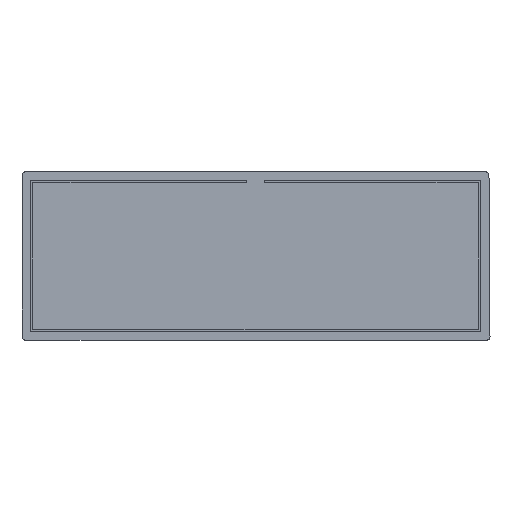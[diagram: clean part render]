
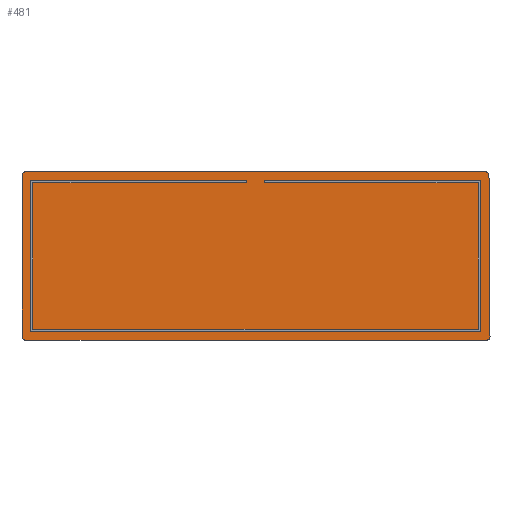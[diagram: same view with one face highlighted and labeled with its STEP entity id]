
A CAD part, top view. The second image highlights one B-rep face of the part: STEP entity #481.
In plain terms, the highlighted planar face has unit normal (0, 0, 1).
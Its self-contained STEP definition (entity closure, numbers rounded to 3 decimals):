
#15=FACE_BOUND('',#77,.T.);
#16=CIRCLE('',#512,2.484);
#18=CIRCLE('',#516,2.5);
#20=CIRCLE('',#520,2.5);
#22=CIRCLE('',#525,2.5);
#51=FACE_OUTER_BOUND('',#76,.T.);
#76=EDGE_LOOP('',(#405,#406,#407,#408,#409,#410,#411,#412,#413,#414));
#77=EDGE_LOOP('',(#415,#416,#417,#418,#419,#420,#421,#422,#423,#424,#425,
#426));
#81=LINE('',#664,#139);
#85=LINE('',#673,#143);
#87=LINE('',#677,#145);
#92=LINE('',#686,#150);
#102=LINE('',#705,#160);
#103=LINE('',#708,#161);
#105=LINE('',#712,#163);
#107=LINE('',#716,#165);
#109=LINE('',#719,#167);
#110=LINE('',#723,#168);
#113=LINE('',#727,#171);
#114=LINE('',#729,#172);
#115=LINE('',#733,#173);
#120=LINE('',#747,#178);
#124=LINE('',#759,#182);
#128=LINE('',#771,#186);
#131=LINE('',#777,#189);
#135=LINE('',#788,#193);
#139=VECTOR('',#536,10.);
#143=VECTOR('',#542,10.);
#145=VECTOR('',#546,10.);
#150=VECTOR('',#553,10.);
#160=VECTOR('',#567,10.);
#161=VECTOR('',#570,10.);
#163=VECTOR('',#574,10.);
#165=VECTOR('',#578,10.);
#167=VECTOR('',#582,10.);
#168=VECTOR('',#585,10.);
#171=VECTOR('',#590,10.);
#172=VECTOR('',#593,10.);
#173=VECTOR('',#596,10.);
#178=VECTOR('',#609,10.);
#182=VECTOR('',#621,10.);
#186=VECTOR('',#633,10.);
#189=VECTOR('',#638,10.);
#193=VECTOR('',#650,10.);
#197=VERTEX_POINT('',#661);
#198=VERTEX_POINT('',#663);
#201=VERTEX_POINT('',#670);
#202=VERTEX_POINT('',#672);
#203=VERTEX_POINT('',#676);
#206=VERTEX_POINT('',#684);
#213=VERTEX_POINT('',#703);
#214=VERTEX_POINT('',#707);
#215=VERTEX_POINT('',#711);
#216=VERTEX_POINT('',#715);
#217=VERTEX_POINT('',#721);
#218=VERTEX_POINT('',#722);
#219=VERTEX_POINT('',#731);
#220=VERTEX_POINT('',#732);
#223=VERTEX_POINT('',#740);
#225=VERTEX_POINT('',#746);
#227=VERTEX_POINT('',#752);
#229=VERTEX_POINT('',#758);
#231=VERTEX_POINT('',#764);
#233=VERTEX_POINT('',#770);
#235=VERTEX_POINT('',#776);
#237=VERTEX_POINT('',#782);
#241=EDGE_CURVE('',#197,#198,#81,.T.);
#245=EDGE_CURVE('',#201,#202,#85,.T.);
#247=EDGE_CURVE('',#203,#198,#87,.T.);
#252=EDGE_CURVE('',#201,#206,#92,.T.);
#262=EDGE_CURVE('',#197,#213,#102,.T.);
#263=EDGE_CURVE('',#214,#202,#103,.T.);
#265=EDGE_CURVE('',#206,#215,#105,.T.);
#267=EDGE_CURVE('',#215,#216,#107,.T.);
#269=EDGE_CURVE('',#216,#203,#109,.T.);
#270=EDGE_CURVE('',#217,#218,#110,.T.);
#273=EDGE_CURVE('',#218,#214,#113,.T.);
#274=EDGE_CURVE('',#213,#217,#114,.T.);
#275=EDGE_CURVE('',#219,#220,#115,.T.);
#279=EDGE_CURVE('',#220,#223,#16,.T.);
#282=EDGE_CURVE('',#223,#225,#120,.T.);
#285=EDGE_CURVE('',#225,#227,#18,.T.);
#288=EDGE_CURVE('',#227,#229,#124,.T.);
#291=EDGE_CURVE('',#229,#231,#20,.T.);
#294=EDGE_CURVE('',#231,#233,#128,.T.);
#297=EDGE_CURVE('',#233,#235,#131,.T.);
#300=EDGE_CURVE('',#235,#237,#22,.T.);
#303=EDGE_CURVE('',#237,#219,#135,.T.);
#405=ORIENTED_EDGE('',*,*,#303,.T.);
#406=ORIENTED_EDGE('',*,*,#275,.T.);
#407=ORIENTED_EDGE('',*,*,#279,.T.);
#408=ORIENTED_EDGE('',*,*,#282,.T.);
#409=ORIENTED_EDGE('',*,*,#285,.T.);
#410=ORIENTED_EDGE('',*,*,#288,.T.);
#411=ORIENTED_EDGE('',*,*,#291,.T.);
#412=ORIENTED_EDGE('',*,*,#294,.T.);
#413=ORIENTED_EDGE('',*,*,#297,.T.);
#414=ORIENTED_EDGE('',*,*,#300,.T.);
#415=ORIENTED_EDGE('',*,*,#247,.T.);
#416=ORIENTED_EDGE('',*,*,#241,.F.);
#417=ORIENTED_EDGE('',*,*,#262,.T.);
#418=ORIENTED_EDGE('',*,*,#274,.T.);
#419=ORIENTED_EDGE('',*,*,#270,.T.);
#420=ORIENTED_EDGE('',*,*,#273,.T.);
#421=ORIENTED_EDGE('',*,*,#263,.T.);
#422=ORIENTED_EDGE('',*,*,#245,.F.);
#423=ORIENTED_EDGE('',*,*,#252,.T.);
#424=ORIENTED_EDGE('',*,*,#265,.T.);
#425=ORIENTED_EDGE('',*,*,#267,.T.);
#426=ORIENTED_EDGE('',*,*,#269,.T.);
#456=PLANE('',#528);
#481=ADVANCED_FACE('',(#51,#15),#456,.T.);
#512=AXIS2_PLACEMENT_3D('',#741,#602,#603);
#516=AXIS2_PLACEMENT_3D('',#753,#614,#615);
#520=AXIS2_PLACEMENT_3D('',#765,#626,#627);
#525=AXIS2_PLACEMENT_3D('',#783,#643,#644);
#528=AXIS2_PLACEMENT_3D('',#790,#652,#653);
#536=DIRECTION('',(0.,-1.,0.));
#542=DIRECTION('',(0.,1.,0.));
#546=DIRECTION('',(-1.,0.,0.));
#553=DIRECTION('',(-1.,0.,0.));
#567=DIRECTION('',(1.,0.,0.));
#570=DIRECTION('',(1.,0.,0.));
#574=DIRECTION('',(0.,-1.,0.));
#578=DIRECTION('',(1.,0.,0.));
#582=DIRECTION('',(0.,1.,0.));
#585=DIRECTION('',(-1.,0.,0.));
#590=DIRECTION('',(0.,1.,0.));
#593=DIRECTION('',(0.,-1.,0.));
#596=DIRECTION('',(1.,0.,0.));
#602=DIRECTION('center_axis',(0.,0.,1.));
#603=DIRECTION('ref_axis',(-0.006,-1.,0.));
#609=DIRECTION('',(-0.006,1.,0.));
#614=DIRECTION('center_axis',(0.,0.,1.));
#615=DIRECTION('ref_axis',(1.,0.,0.));
#621=DIRECTION('',(-1.,0.,0.));
#626=DIRECTION('center_axis',(0.,0.,1.));
#627=DIRECTION('ref_axis',(0.,1.,0.));
#633=DIRECTION('',(0.,-1.,0.));
#638=DIRECTION('',(-0.001,-1.,0.));
#643=DIRECTION('center_axis',(0.,0.,1.));
#644=DIRECTION('ref_axis',(-1.,0.001,0.));
#650=DIRECTION('',(1.,-0.001,0.));
#652=DIRECTION('center_axis',(0.,0.,1.));
#653=DIRECTION('ref_axis',(1.,0.,0.));
#661=CARTESIAN_POINT('',(139.338,-0.5,0.));
#663=CARTESIAN_POINT('',(139.338,-2.5,0.));
#664=CARTESIAN_POINT('',(139.338,-0.5,0.));
#670=CARTESIAN_POINT('',(125.838,-2.5,0.));
#672=CARTESIAN_POINT('',(125.838,-0.5,0.));
#673=CARTESIAN_POINT('',(125.838,-2.5,0.));
#676=CARTESIAN_POINT('',(295.775,-2.5,0.));
#677=CARTESIAN_POINT('',(51.176,-2.5,0.));
#684=CARTESIAN_POINT('',(-30.6,-2.5,0.));
#686=CARTESIAN_POINT('',(51.176,-2.5,0.));
#703=CARTESIAN_POINT('',(297.775,-0.5,0.));
#705=CARTESIAN_POINT('',(215.364,-0.5,0.));
#707=CARTESIAN_POINT('',(-32.6,-0.5,0.));
#708=CARTESIAN_POINT('',(215.364,-0.5,0.));
#711=CARTESIAN_POINT('',(-30.6,-109.8,0.));
#712=CARTESIAN_POINT('',(-30.6,-82.975,0.));
#715=CARTESIAN_POINT('',(295.775,-109.8,0.));
#716=CARTESIAN_POINT('',(214.364,-109.8,0.));
#719=CARTESIAN_POINT('',(295.775,-29.325,0.));
#721=CARTESIAN_POINT('',(297.775,-111.8,0.));
#722=CARTESIAN_POINT('',(-32.6,-111.8,0.));
#723=CARTESIAN_POINT('',(50.176,-111.8,0.));
#727=CARTESIAN_POINT('',(-32.6,-28.325,0.));
#729=CARTESIAN_POINT('',(297.775,-83.975,0.));
#731=CARTESIAN_POINT('',(-31.338,-117.8,0.));
#732=CARTESIAN_POINT('',(302.022,-117.8,0.));
#733=CARTESIAN_POINT('',(-31.338,-117.8,0.));
#740=CARTESIAN_POINT('',(304.522,-115.3,0.));
#741=CARTESIAN_POINT('Origin',(302.037,-115.316,0.));
#746=CARTESIAN_POINT('',(303.775,3.,0.));
#747=CARTESIAN_POINT('',(304.522,-115.3,0.));
#752=CARTESIAN_POINT('',(301.275,5.5,0.));
#753=CARTESIAN_POINT('Origin',(301.275,3.,0.));
#758=CARTESIAN_POINT('',(-36.1,5.5,0.));
#759=CARTESIAN_POINT('',(301.275,5.5,0.));
#764=CARTESIAN_POINT('',(-38.6,3.,0.));
#765=CARTESIAN_POINT('Origin',(-36.1,3.,0.));
#770=CARTESIAN_POINT('',(-38.6,-94.25,0.));
#771=CARTESIAN_POINT('',(-38.6,3.,0.));
#776=CARTESIAN_POINT('',(-38.618,-115.294,0.));
#777=CARTESIAN_POINT('',(-38.6,-94.25,0.));
#782=CARTESIAN_POINT('',(-36.12,-117.796,0.));
#783=CARTESIAN_POINT('Origin',(-36.118,-115.296,0.));
#788=CARTESIAN_POINT('',(-36.12,-117.796,0.));
#790=CARTESIAN_POINT('Origin',(132.952,-56.15,0.));
